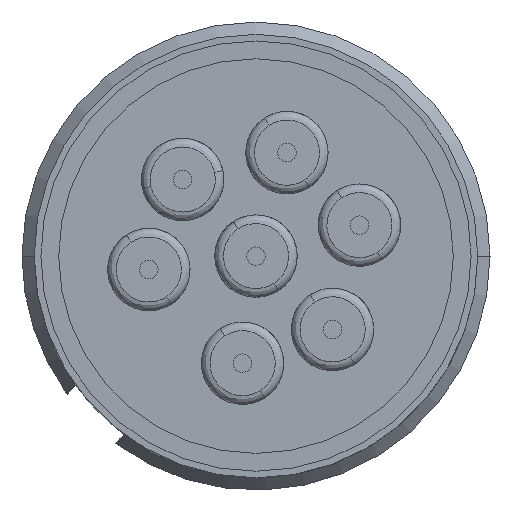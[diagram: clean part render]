
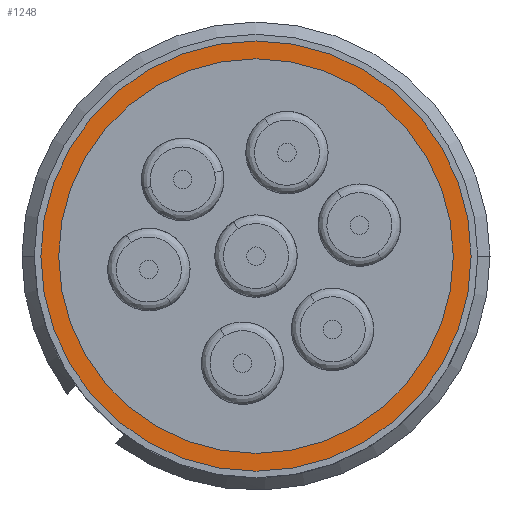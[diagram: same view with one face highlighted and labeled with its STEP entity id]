
A CAD part, front view. The second image highlights one B-rep face of the part: STEP entity #1248.
In plain terms, the highlighted planar face has unit normal (0, -1, 0).
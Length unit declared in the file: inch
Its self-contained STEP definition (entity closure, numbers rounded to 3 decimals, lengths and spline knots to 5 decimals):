
#47 = EDGE_CURVE ( 'NONE', #5783, #5999, #5555, .T. ) ;
#52 = EDGE_CURVE ( 'NONE', #5880, #5688, #5554, .T. ) ;
#233 = EDGE_CURVE ( 'NONE', #5999, #5783, #5511, .T. ) ;
#250 = EDGE_CURVE ( 'NONE', #5688, #5880, #5492, .T. ) ;
#878 = DIRECTION ( 'NONE',  ( 1., 0., 0. ) ) ;
#879 = DIRECTION ( 'NONE',  ( 0., -1., 0. ) ) ;
#881 = PLANE ( 'NONE',  #4525 ) ;
#886 = CARTESIAN_POINT ( 'NONE',  ( -0.24218, -0.457, 0.24218 ) ) ;
#1248 = ADVANCED_FACE ( 'NONE', ( #2036, #2031 ), #881, .T. ) ;
#2031 = FACE_BOUND ( 'NONE', #2430, .T. ) ;
#2036 = FACE_OUTER_BOUND ( 'NONE', #2427, .T. ) ;
#2427 = EDGE_LOOP ( 'NONE', ( #3535, #3465 ) ) ;
#2430 = EDGE_LOOP ( 'NONE', ( #3464, #3381 ) ) ;
#2487 = AXIS2_PLACEMENT_3D ( 'NONE', #6230, #6229, #6228 ) ;
#2561 = CARTESIAN_POINT ( 'NONE',  ( 0.3425, -0.457, 0. ) ) ;
#2630 = CARTESIAN_POINT ( 'NONE',  ( -0.3735, -0.457, 0. ) ) ;
#2686 = CARTESIAN_POINT ( 'NONE',  ( -0.3425, -0.457, 0. ) ) ;
#2756 = CARTESIAN_POINT ( 'NONE',  ( 0.3735, -0.457, 0. ) ) ;
#3381 = ORIENTED_EDGE ( 'NONE', *, *, #250, .T. ) ;
#3464 = ORIENTED_EDGE ( 'NONE', *, *, #52, .T. ) ;
#3465 = ORIENTED_EDGE ( 'NONE', *, *, #233, .T. ) ;
#3535 = ORIENTED_EDGE ( 'NONE', *, *, #47, .T. ) ;
#3619 = DIRECTION ( 'NONE',  ( -1., 0., 0. ) ) ;
#3621 = DIRECTION ( 'NONE',  ( 0., 1., 0. ) ) ;
#3622 = CARTESIAN_POINT ( 'NONE',  ( 0., -0.457, 0. ) ) ;
#3637 = DIRECTION ( 'NONE',  ( -1., 0., 0. ) ) ;
#3638 = DIRECTION ( 'NONE',  ( 0., -1., 0. ) ) ;
#3639 = CARTESIAN_POINT ( 'NONE',  ( 0., -0.457, 0. ) ) ;
#4525 = AXIS2_PLACEMENT_3D ( 'NONE', #886, #879, #878 ) ;
#5315 = AXIS2_PLACEMENT_3D ( 'NONE', #3622, #3621, #3619 ) ;
#5320 = AXIS2_PLACEMENT_3D ( 'NONE', #3639, #3638, #3637 ) ;
#5492 = CIRCLE ( 'NONE', #6185, 0.3425 ) ;
#5511 = CIRCLE ( 'NONE', #2487, 0.3735 ) ;
#5554 = CIRCLE ( 'NONE', #5315, 0.3425 ) ;
#5555 = CIRCLE ( 'NONE', #5320, 0.3735 ) ;
#5688 = VERTEX_POINT ( 'NONE', #2561 ) ;
#5783 = VERTEX_POINT ( 'NONE', #2630 ) ;
#5880 = VERTEX_POINT ( 'NONE', #2686 ) ;
#5999 = VERTEX_POINT ( 'NONE', #2756 ) ;
#6185 = AXIS2_PLACEMENT_3D ( 'NONE', #6194, #6193, #6192 ) ;
#6192 = DIRECTION ( 'NONE',  ( -1., 0., 0. ) ) ;
#6193 = DIRECTION ( 'NONE',  ( 0., 1., 0. ) ) ;
#6194 = CARTESIAN_POINT ( 'NONE',  ( 0., -0.457, 0. ) ) ;
#6228 = DIRECTION ( 'NONE',  ( -1., 0., 0. ) ) ;
#6229 = DIRECTION ( 'NONE',  ( 0., -1., 0. ) ) ;
#6230 = CARTESIAN_POINT ( 'NONE',  ( 0., -0.457, 0. ) ) ;
